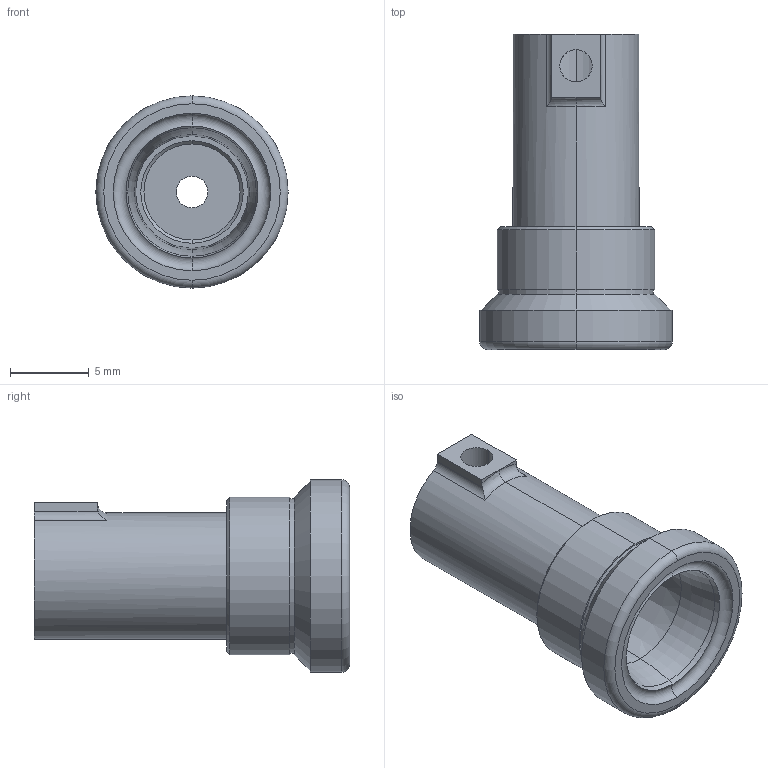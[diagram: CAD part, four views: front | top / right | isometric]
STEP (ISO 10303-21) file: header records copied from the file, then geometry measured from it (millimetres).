
FILE_DESCRIPTION (( 'STEP AP214' ), '1' );
FILE_NAME ('Juki_Magnet_NozzleHolder_Short.STEP', '2023-11-05T07:09:23', ( '' ), ( '' ), 'SwSTEP 2.0', 'SolidWorks 2023', '' );
FILE_SCHEMA (( 'AUTOMOTIVE_DESIGN' ));
Length unit declared in the file: millimetre
Products named in the file (1): Juki_Magnet_NozzleHolder_Short
Bounding box: 12.2 x 20 x 12.2 mm (x, y, z)
Volume: 749.6 mm3; surface area: 1134.6 mm2
Topology: 1 solids, 1 shells, 52 faces, 116 edges, 71 vertices
Faces by surface type: cylinder 18, cone 14, plane 12, torus 8
Entity records: 1542 total; most frequent: CARTESIAN_POINT 292, DIRECTION 279, ORIENTED_EDGE 232, AXIS2_PLACEMENT_3D 118, EDGE_CURVE 116, VERTEX_POINT 71, CIRCLE 65, EDGE_LOOP 61
